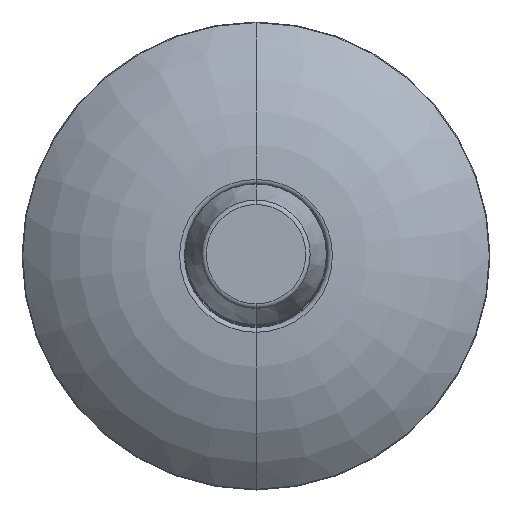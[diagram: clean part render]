
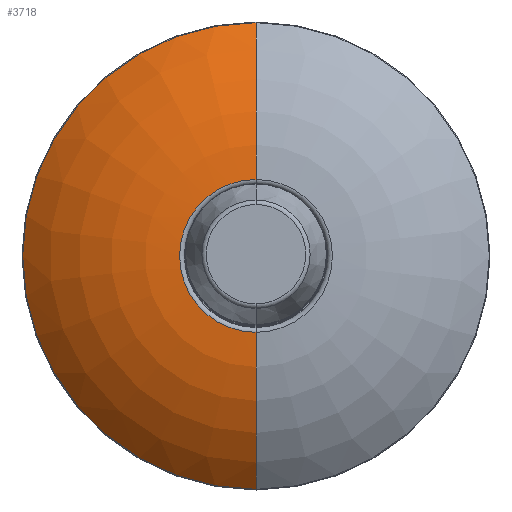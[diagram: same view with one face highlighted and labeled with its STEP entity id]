
A CAD part, top view. The second image highlights one B-rep face of the part: STEP entity #3718.
In plain terms, the highlighted toroidal (fillet/blend) face has major radius 1.918 mm and minor radius 6.285 mm.
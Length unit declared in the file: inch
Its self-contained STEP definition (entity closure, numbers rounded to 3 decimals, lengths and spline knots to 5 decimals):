
#442 = DIRECTION ( 'NONE',  ( 1., 0., 0. ) ) ;
#955 = CARTESIAN_POINT ( 'NONE',  ( 0., 0., -0.14133 ) ) ;
#966 = CARTESIAN_POINT ( 'NONE',  ( 0., 0., -0.21254 ) ) ;
#1187 = EDGE_LOOP ( 'NONE', ( #2027, #2209, #2988, #6262 ) ) ;
#1223 = AXIS2_PLACEMENT_3D ( 'NONE', #966, #3022, #8153 ) ;
#1415 = CIRCLE ( 'NONE', #4227, 0.08162 ) ;
#1648 = VERTEX_POINT ( 'NONE', #5331 ) ;
#2027 = ORIENTED_EDGE ( 'NONE', *, *, #9288, .F. ) ;
#2209 = ORIENTED_EDGE ( 'NONE', *, *, #7042, .T. ) ;
#2394 = DIRECTION ( 'NONE',  ( 0., 0., -1. ) ) ;
#2443 = CIRCLE ( 'NONE', #4196, 0.24746 ) ;
#2519 = DIRECTION ( 'NONE',  ( 0., 1., 0. ) ) ;
#2622 = AXIS2_PLACEMENT_3D ( 'NONE', #7034, #2778, #8517 ) ;
#2778 = DIRECTION ( 'NONE',  ( 0., 0., -1. ) ) ;
#2988 = ORIENTED_EDGE ( 'NONE', *, *, #6539, .T. ) ;
#3022 = DIRECTION ( 'NONE',  ( 0., 0., 1. ) ) ;
#3158 = DIRECTION ( 'NONE',  ( 0., 0., 1. ) ) ;
#3718 = ADVANCED_FACE ( 'NONE', ( #5034 ), #4114, .T. ) ;
#3815 = DIRECTION ( 'NONE',  ( 0., 1., 0. ) ) ;
#4114 = TOROIDAL_SURFACE ( 'NONE', #2622, 0.0755, 0.24746 ) ;
#4196 = AXIS2_PLACEMENT_3D ( 'NONE', #4801, #442, #2519 ) ;
#4227 = AXIS2_PLACEMENT_3D ( 'NONE', #955, #2394, #3815 ) ;
#4288 = CIRCLE ( 'NONE', #4952, 0.24746 ) ;
#4293 = VERTEX_POINT ( 'NONE', #8358 ) ;
#4613 = CIRCLE ( 'NONE', #1223, 0.24929 ) ;
#4801 = CARTESIAN_POINT ( 'NONE',  ( 0., -0.0755, -0.38871 ) ) ;
#4952 = AXIS2_PLACEMENT_3D ( 'NONE', #7640, #8252, #3158 ) ;
#5034 = FACE_OUTER_BOUND ( 'NONE', #1187, .T. ) ;
#5256 = VERTEX_POINT ( 'NONE', #7678 ) ;
#5331 = CARTESIAN_POINT ( 'NONE',  ( 0., -0.08162, -0.14133 ) ) ;
#6262 = ORIENTED_EDGE ( 'NONE', *, *, #6537, .T. ) ;
#6446 = CARTESIAN_POINT ( 'NONE',  ( 0., 0.08162, -0.14133 ) ) ;
#6537 = EDGE_CURVE ( 'NONE', #4293, #5256, #4613, .T. ) ;
#6539 = EDGE_CURVE ( 'NONE', #8556, #4293, #4288, .T. ) ;
#7034 = CARTESIAN_POINT ( 'NONE',  ( 0., 0., -0.38871 ) ) ;
#7042 = EDGE_CURVE ( 'NONE', #1648, #8556, #1415, .T. ) ;
#7640 = CARTESIAN_POINT ( 'NONE',  ( 0., 0.0755, -0.38871 ) ) ;
#7678 = CARTESIAN_POINT ( 'NONE',  ( 0., -0.24929, -0.21254 ) ) ;
#8153 = DIRECTION ( 'NONE',  ( 0., 1., 0. ) ) ;
#8252 = DIRECTION ( 'NONE',  ( -1., 0., 0. ) ) ;
#8358 = CARTESIAN_POINT ( 'NONE',  ( 0., 0.24929, -0.21254 ) ) ;
#8517 = DIRECTION ( 'NONE',  ( 0., 1., 0. ) ) ;
#8556 = VERTEX_POINT ( 'NONE', #6446 ) ;
#9288 = EDGE_CURVE ( 'NONE', #1648, #5256, #2443, .T. ) ;
